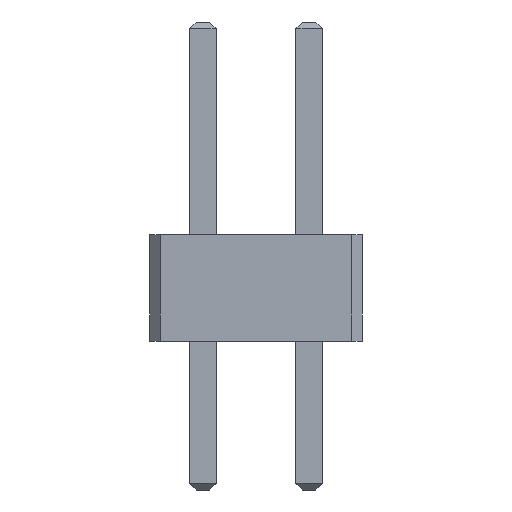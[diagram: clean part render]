
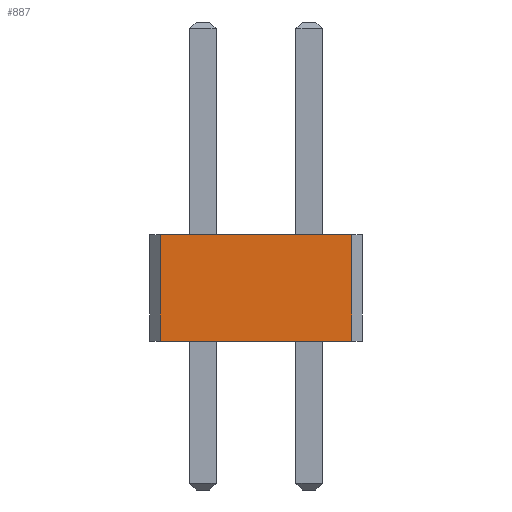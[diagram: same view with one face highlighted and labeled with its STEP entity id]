
A CAD part, front view. The second image highlights one B-rep face of the part: STEP entity #887.
In plain terms, the highlighted planar face has unit normal (0, -1, 0).
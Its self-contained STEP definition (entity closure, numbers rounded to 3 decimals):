
#13=DIRECTION('',(0.,0.,1.));
#27=VECTOR('',#13,1.);
#67=DIRECTION('',(1.,0.,0.));
#874=VERTEX_POINT('',#875);
#875=CARTESIAN_POINT('',(-0.8,-29.,2.));
#878=EDGE_CURVE('',#879,#874,#881,.T.);
#879=VERTEX_POINT('',#880);
#880=CARTESIAN_POINT('',(-0.8,-29.,0.));
#881=LINE('',#880,#27);
#887=ADVANCED_FACE('',(#888),#905,.F.);
#888=FACE_BOUND('',#889,.F.);
#889=EDGE_LOOP('',(#890,#891,#897,#902));
#890=ORIENTED_EDGE('',*,*,#878,.T.);
#891=ORIENTED_EDGE('',*,*,#892,.T.);
#892=EDGE_CURVE('',#874,#893,#895,.T.);
#893=VERTEX_POINT('',#894);
#894=CARTESIAN_POINT('',(2.8,-29.,2.));
#895=LINE('',#875,#896);
#896=VECTOR('',#67,1.);
#897=ORIENTED_EDGE('',*,*,#898,.F.);
#898=EDGE_CURVE('',#899,#893,#901,.T.);
#899=VERTEX_POINT('',#900);
#900=CARTESIAN_POINT('',(2.8,-29.,0.));
#901=LINE('',#900,#27);
#902=ORIENTED_EDGE('',*,*,#903,.F.);
#903=EDGE_CURVE('',#879,#899,#904,.T.);
#904=LINE('',#880,#896);
#905=PLANE('',#906);
#906=AXIS2_PLACEMENT_3D('',#880,#907,#67);
#907=DIRECTION('',(0.,1.,0.));
